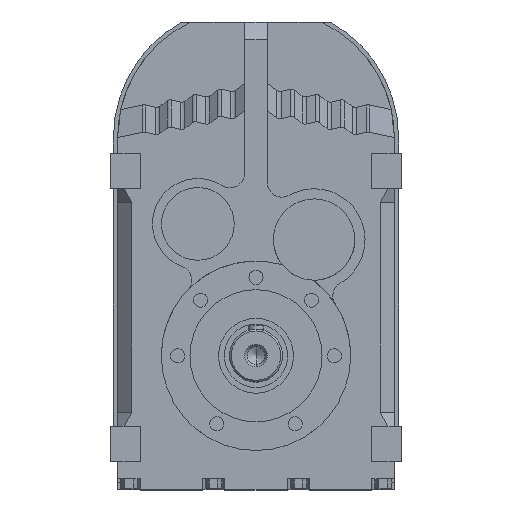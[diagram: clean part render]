
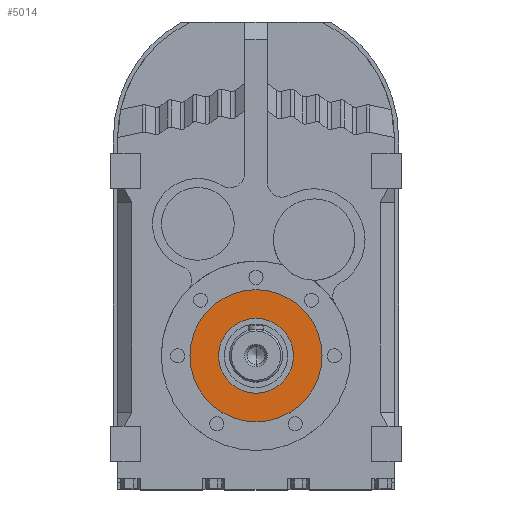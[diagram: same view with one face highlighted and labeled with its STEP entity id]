
A CAD part, top view. The second image highlights one B-rep face of the part: STEP entity #5014.
In plain terms, the highlighted planar face has unit normal (0, 0, 1).
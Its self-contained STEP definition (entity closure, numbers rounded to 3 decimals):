
#660 = CYLINDRICAL_SURFACE('',#661,75.);
#661 = AXIS2_PLACEMENT_3D('',#662,#663,#664);
#662 = CARTESIAN_POINT('',(0.,-246.7,110.123));
#663 = DIRECTION('',(0.,0.,1.));
#664 = DIRECTION('',(1.,0.,0.));
#686 = CYLINDRICAL_SURFACE('',#687,75.);
#687 = AXIS2_PLACEMENT_3D('',#688,#689,#690);
#688 = CARTESIAN_POINT('',(0.,-246.7,110.123));
#689 = DIRECTION('',(0.,0.,1.));
#690 = DIRECTION('',(1.,0.,0.));
#862 = EDGE_CURVE('',#863,#865,#867,.T.);
#863 = VERTEX_POINT('',#864);
#864 = CARTESIAN_POINT('',(-75.,-246.7,218.5));
#865 = VERTEX_POINT('',#866);
#866 = CARTESIAN_POINT('',(75.,-246.7,218.5));
#867 = SURFACE_CURVE('',#868,(#873,#879),.PCURVE_S1.);
#868 = CIRCLE('',#869,75.);
#869 = AXIS2_PLACEMENT_3D('',#870,#871,#872);
#870 = CARTESIAN_POINT('',(0.,-246.7,218.5));
#871 = DIRECTION('',(0.,0.,1.));
#872 = DIRECTION('',(1.,0.,0.));
#873 = PCURVE('',#686,#874);
#874 = DEFINITIONAL_REPRESENTATION('',(#875),#878);
#875 = B_SPLINE_CURVE_WITH_KNOTS('',1,(#876,#877),.UNSPECIFIED.,.F.,.F.,
  (2,2),(3.142,6.283),.PIECEWISE_BEZIER_KNOTS.);
#876 = CARTESIAN_POINT('',(3.142,108.377));
#877 = CARTESIAN_POINT('',(6.283,108.377));
#878 = ( GEOMETRIC_REPRESENTATION_CONTEXT(2) 
PARAMETRIC_REPRESENTATION_CONTEXT() REPRESENTATION_CONTEXT('2D SPACE',''
  ) );
#879 = PCURVE('',#880,#885);
#880 = PLANE('',#881);
#881 = AXIS2_PLACEMENT_3D('',#882,#883,#884);
#882 = CARTESIAN_POINT('',(0.,-171.7,218.5));
#883 = DIRECTION('',(0.,0.,1.));
#884 = DIRECTION('',(1.,0.,0.));
#885 = DEFINITIONAL_REPRESENTATION('',(#886),#890);
#886 = CIRCLE('',#887,75.);
#887 = AXIS2_PLACEMENT_2D('',#888,#889);
#888 = CARTESIAN_POINT('',(0.,-75.));
#889 = DIRECTION('',(1.,0.));
#890 = ( GEOMETRIC_REPRESENTATION_CONTEXT(2) 
PARAMETRIC_REPRESENTATION_CONTEXT() REPRESENTATION_CONTEXT('2D SPACE',''
  ) );
#1700 = EDGE_CURVE('',#865,#863,#1701,.T.);
#1701 = SURFACE_CURVE('',#1702,(#1707,#1713),.PCURVE_S1.);
#1702 = CIRCLE('',#1703,75.);
#1703 = AXIS2_PLACEMENT_3D('',#1704,#1705,#1706);
#1704 = CARTESIAN_POINT('',(0.,-246.7,218.5));
#1705 = DIRECTION('',(0.,0.,1.));
#1706 = DIRECTION('',(1.,0.,0.));
#1707 = PCURVE('',#660,#1708);
#1708 = DEFINITIONAL_REPRESENTATION('',(#1709),#1712);
#1709 = B_SPLINE_CURVE_WITH_KNOTS('',1,(#1710,#1711),.UNSPECIFIED.,.F.,
  .F.,(2,2),(0.,3.142),.PIECEWISE_BEZIER_KNOTS.);
#1710 = CARTESIAN_POINT('',(0.,108.377));
#1711 = CARTESIAN_POINT('',(3.142,108.377));
#1712 = ( GEOMETRIC_REPRESENTATION_CONTEXT(2) 
PARAMETRIC_REPRESENTATION_CONTEXT() REPRESENTATION_CONTEXT('2D SPACE',''
  ) );
#1713 = PCURVE('',#880,#1714);
#1714 = DEFINITIONAL_REPRESENTATION('',(#1715),#1719);
#1715 = CIRCLE('',#1716,75.);
#1716 = AXIS2_PLACEMENT_2D('',#1717,#1718);
#1717 = CARTESIAN_POINT('',(0.,-75.));
#1718 = DIRECTION('',(1.,0.));
#1719 = ( GEOMETRIC_REPRESENTATION_CONTEXT(2) 
PARAMETRIC_REPRESENTATION_CONTEXT() REPRESENTATION_CONTEXT('2D SPACE',''
  ) );
#5014 = ADVANCED_FACE('',(#5015,#5019),#880,.T.);
#5015 = FACE_BOUND('',#5016,.T.);
#5016 = EDGE_LOOP('',(#5017,#5018));
#5017 = ORIENTED_EDGE('',*,*,#1700,.T.);
#5018 = ORIENTED_EDGE('',*,*,#862,.T.);
#5019 = FACE_BOUND('',#5020,.T.);
#5020 = EDGE_LOOP('',(#5021,#5051));
#5021 = ORIENTED_EDGE('',*,*,#5022,.F.);
#5022 = EDGE_CURVE('',#5023,#5025,#5027,.T.);
#5023 = VERTEX_POINT('',#5024);
#5024 = CARTESIAN_POINT('',(42.5,-246.7,218.5));
#5025 = VERTEX_POINT('',#5026);
#5026 = CARTESIAN_POINT('',(-42.5,-246.7,218.5));
#5027 = SURFACE_CURVE('',#5028,(#5033,#5040),.PCURVE_S1.);
#5028 = CIRCLE('',#5029,42.5);
#5029 = AXIS2_PLACEMENT_3D('',#5030,#5031,#5032);
#5030 = CARTESIAN_POINT('',(0.,-246.7,218.5));
#5031 = DIRECTION('',(0.,0.,1.));
#5032 = DIRECTION('',(1.,0.,0.));
#5033 = PCURVE('',#880,#5034);
#5034 = DEFINITIONAL_REPRESENTATION('',(#5035),#5039);
#5035 = CIRCLE('',#5036,42.5);
#5036 = AXIS2_PLACEMENT_2D('',#5037,#5038);
#5037 = CARTESIAN_POINT('',(0.,-75.));
#5038 = DIRECTION('',(1.,0.));
#5039 = ( GEOMETRIC_REPRESENTATION_CONTEXT(2) 
PARAMETRIC_REPRESENTATION_CONTEXT() REPRESENTATION_CONTEXT('2D SPACE',''
  ) );
#5040 = PCURVE('',#5041,#5046);
#5041 = CYLINDRICAL_SURFACE('',#5042,42.5);
#5042 = AXIS2_PLACEMENT_3D('',#5043,#5044,#5045);
#5043 = CARTESIAN_POINT('',(0.,-246.7,110.123));
#5044 = DIRECTION('',(0.,0.,1.));
#5045 = DIRECTION('',(1.,0.,0.));
#5046 = DEFINITIONAL_REPRESENTATION('',(#5047),#5050);
#5047 = B_SPLINE_CURVE_WITH_KNOTS('',1,(#5048,#5049),.UNSPECIFIED.,.F.,
  .F.,(2,2),(0.,3.142),.PIECEWISE_BEZIER_KNOTS.);
#5048 = CARTESIAN_POINT('',(0.,108.377));
#5049 = CARTESIAN_POINT('',(3.142,108.377));
#5050 = ( GEOMETRIC_REPRESENTATION_CONTEXT(2) 
PARAMETRIC_REPRESENTATION_CONTEXT() REPRESENTATION_CONTEXT('2D SPACE',''
  ) );
#5051 = ORIENTED_EDGE('',*,*,#5052,.F.);
#5052 = EDGE_CURVE('',#5025,#5023,#5053,.T.);
#5053 = SURFACE_CURVE('',#5054,(#5059,#5066),.PCURVE_S1.);
#5054 = CIRCLE('',#5055,42.5);
#5055 = AXIS2_PLACEMENT_3D('',#5056,#5057,#5058);
#5056 = CARTESIAN_POINT('',(0.,-246.7,218.5));
#5057 = DIRECTION('',(0.,0.,1.));
#5058 = DIRECTION('',(1.,0.,0.));
#5059 = PCURVE('',#880,#5060);
#5060 = DEFINITIONAL_REPRESENTATION('',(#5061),#5065);
#5061 = CIRCLE('',#5062,42.5);
#5062 = AXIS2_PLACEMENT_2D('',#5063,#5064);
#5063 = CARTESIAN_POINT('',(0.,-75.));
#5064 = DIRECTION('',(1.,0.));
#5065 = ( GEOMETRIC_REPRESENTATION_CONTEXT(2) 
PARAMETRIC_REPRESENTATION_CONTEXT() REPRESENTATION_CONTEXT('2D SPACE',''
  ) );
#5066 = PCURVE('',#5067,#5072);
#5067 = CYLINDRICAL_SURFACE('',#5068,42.5);
#5068 = AXIS2_PLACEMENT_3D('',#5069,#5070,#5071);
#5069 = CARTESIAN_POINT('',(0.,-246.7,110.123));
#5070 = DIRECTION('',(0.,0.,1.));
#5071 = DIRECTION('',(1.,0.,0.));
#5072 = DEFINITIONAL_REPRESENTATION('',(#5073),#5076);
#5073 = B_SPLINE_CURVE_WITH_KNOTS('',1,(#5074,#5075),.UNSPECIFIED.,.F.,
  .F.,(2,2),(3.142,6.283),.PIECEWISE_BEZIER_KNOTS.);
#5074 = CARTESIAN_POINT('',(3.142,108.377));
#5075 = CARTESIAN_POINT('',(6.283,108.377));
#5076 = ( GEOMETRIC_REPRESENTATION_CONTEXT(2) 
PARAMETRIC_REPRESENTATION_CONTEXT() REPRESENTATION_CONTEXT('2D SPACE',''
  ) );
